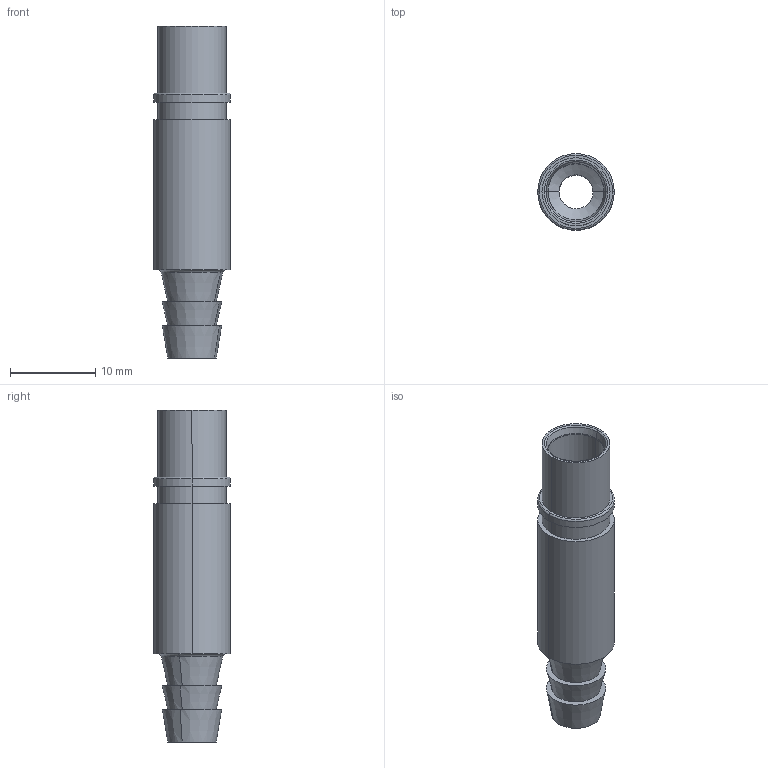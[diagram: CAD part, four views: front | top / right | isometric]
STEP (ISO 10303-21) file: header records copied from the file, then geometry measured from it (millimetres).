
FILE_DESCRIPTION(('Creo Elements/Direct Modeling STEP Export'),'2;1');
FILE_NAME('0ln7uvk5btlotht2516','2021-07-27T11:35:44',(''),(''),'Creo Elements/Direct Modeling STEP processor for AP214 (Solid Model)','Creo Elements/Direct Modeling 20.1B 02-Apr-2019 (C) Parametric Technology GmbH','');
FILE_SCHEMA(('AUTOMOTIVE_DESIGN { 1 0 10303 214 1 1 1 1 }'));
Length unit declared in the file: millimetre
Products named in the file (2): CX_6.0_MPF
Assembly tree (1 placements, depth 2):
  CX_6.0_MPF
    CX_6.0_MPF
Bounding box: 9 x 9 x 39.05 mm (x, y, z)
Volume: 1339 mm3; surface area: 1675.5 mm2
Topology: 1 solids, 1 shells, 38 faces, 79 edges, 49 vertices
Faces by surface type: cylinder 12, cone 10, plane 8, torus 8
Entity records: 1255 total; most frequent: DIRECTION 164, ORIENTED_EDGE 158, CARTESIAN_POINT 142, EDGE_CURVE 79, AXIS2_PLACEMENT_3D 71, VERTEX_POINT 49, EDGE_LOOP 46, COLOUR_RGB 39
